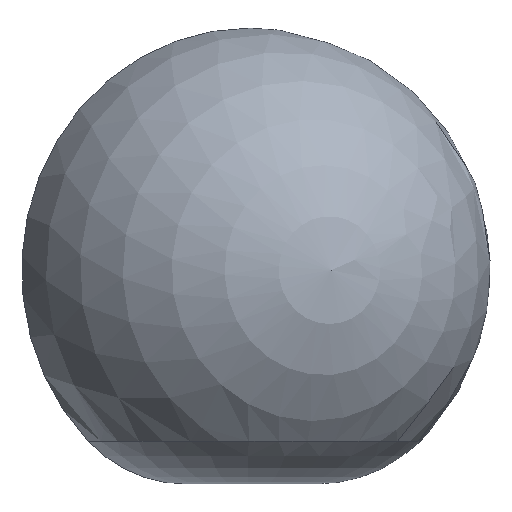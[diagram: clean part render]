
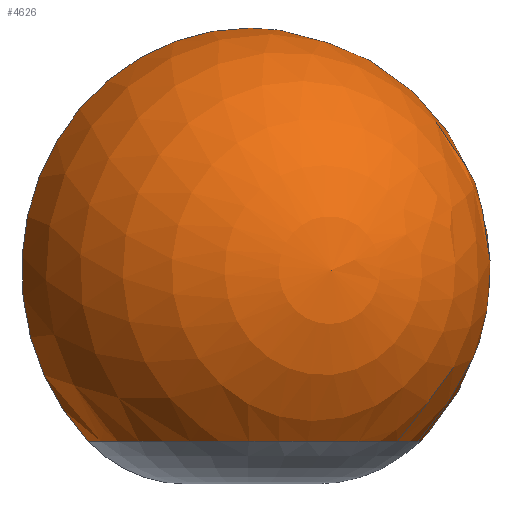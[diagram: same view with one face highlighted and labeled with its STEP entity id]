
A CAD part, front view. The second image highlights one B-rep face of the part: STEP entity #4626.
In plain terms, the highlighted spherical face has radius 2503 mm.
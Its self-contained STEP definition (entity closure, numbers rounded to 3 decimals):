
#467 = VERTEX_POINT ( 'NONE', #50090 ) ;
#1063 = DIRECTION ( 'NONE',  ( 0., 0., 1. ) ) ;
#2290 = AXIS2_PLACEMENT_3D ( 'NONE', #38093, #33566, #33722 ) ;
#3909 = VERTEX_POINT ( 'NONE', #29758 ) ;
#4626 = ADVANCED_FACE ( 'NONE', ( #54241 ), #17502, .T. ) ;
#11930 = CARTESIAN_POINT ( 'NONE',  ( -1355.813, -1769.888, 1137.662 ) ) ;
#14432 = DIRECTION ( 'NONE',  ( 1., 0., 0. ) ) ;
#17502 = SPHERICAL_SURFACE ( 'NONE', #40512, 2503. ) ;
#18830 = DIRECTION ( 'NONE',  ( 0.643, 0., 0.766 ) ) ;
#19506 = EDGE_LOOP ( 'NONE', ( #19887, #35750, #26699 ) ) ;
#19887 = ORIENTED_EDGE ( 'NONE', *, *, #36968, .T. ) ;
#23113 = AXIS2_PLACEMENT_3D ( 'NONE', #53258, #27860, #48971 ) ;
#26699 = ORIENTED_EDGE ( 'NONE', *, *, #48202, .T. ) ;
#27850 = VERTEX_POINT ( 'NONE', #11930 ) ;
#27860 = DIRECTION ( 'NONE',  ( 0.643, 0., 0.766 ) ) ;
#29758 = CARTESIAN_POINT ( 'NONE',  ( 0., 2503., 0. ) ) ;
#33566 = DIRECTION ( 'NONE',  ( 0., 1., 0. ) ) ;
#33722 = DIRECTION ( 'NONE',  ( -1., 0., 0. ) ) ;
#35750 = ORIENTED_EDGE ( 'NONE', *, *, #42860, .F. ) ;
#36968 = EDGE_CURVE ( 'NONE', #27850, #467, #43331, .T. ) ;
#38093 = CARTESIAN_POINT ( 'NONE',  ( 0., -1769.888, 0. ) ) ;
#39590 = CARTESIAN_POINT ( 'NONE',  ( 0., 0., 0. ) ) ;
#40259 = AXIS2_PLACEMENT_3D ( 'NONE', #47419, #1063, #14432 ) ;
#40512 = AXIS2_PLACEMENT_3D ( 'NONE', #39590, #18830, #48133 ) ;
#42860 = EDGE_CURVE ( 'NONE', #3909, #467, #50980, .T. ) ;
#43331 = CIRCLE ( 'NONE', #2290, 1769.888 ) ;
#47419 = CARTESIAN_POINT ( 'NONE',  ( 0., 0., 0. ) ) ;
#48133 = DIRECTION ( 'NONE',  ( -0.766, 0., 0.643 ) ) ;
#48202 = EDGE_CURVE ( 'NONE', #3909, #27850, #53368, .T. ) ;
#48971 = DIRECTION ( 'NONE',  ( 0.766, 0., -0.643 ) ) ;
#50090 = CARTESIAN_POINT ( 'NONE',  ( -1769.888, -1769.888, 0. ) ) ;
#50980 = CIRCLE ( 'NONE', #40259, 2503. ) ;
#53258 = CARTESIAN_POINT ( 'NONE',  ( 0., 0., 0. ) ) ;
#53368 = CIRCLE ( 'NONE', #23113, 2503. ) ;
#54241 = FACE_OUTER_BOUND ( 'NONE', #19506, .T. ) ;
